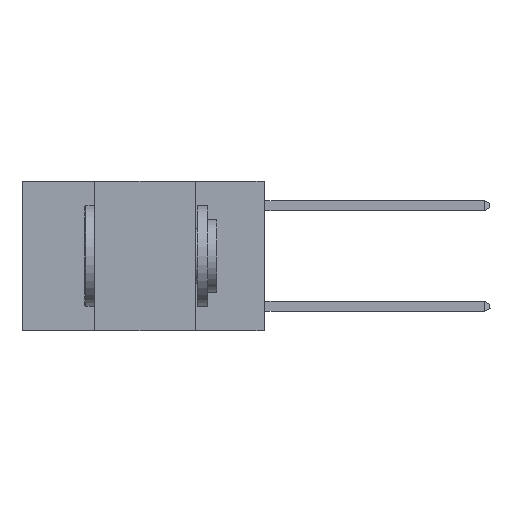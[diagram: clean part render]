
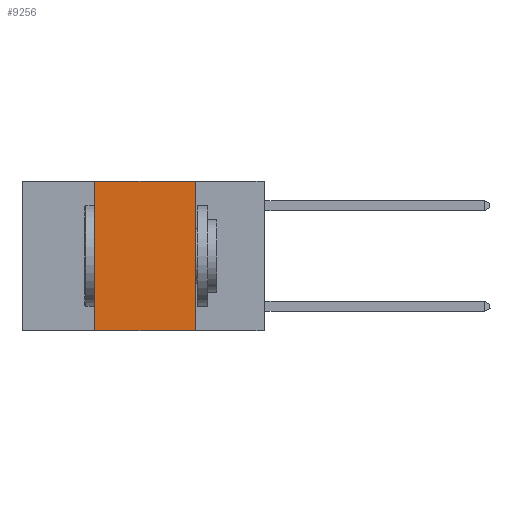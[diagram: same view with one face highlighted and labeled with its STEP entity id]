
A CAD part, left-side view. The second image highlights one B-rep face of the part: STEP entity #9256.
In plain terms, the highlighted planar face has unit normal (-1, 0, 0).
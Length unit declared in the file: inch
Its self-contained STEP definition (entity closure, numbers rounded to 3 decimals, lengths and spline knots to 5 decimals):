
#425 = DIRECTION ( 'NONE',  ( 0., 0., -1. ) ) ;
#560 = ORIENTED_EDGE ( 'NONE', *, *, #11329, .F. ) ;
#968 = LINE ( 'NONE', #1799, #9159 ) ;
#971 = EDGE_LOOP ( 'NONE', ( #6572, #3228, #560, #2430 ) ) ;
#1184 = VECTOR ( 'NONE', #5803, 39.37008 ) ;
#1391 = PLANE ( 'NONE',  #8589 ) ;
#1799 = CARTESIAN_POINT ( 'NONE',  ( 0., 0.17, 0. ) ) ;
#2159 = VERTEX_POINT ( 'NONE', #10380 ) ;
#2430 = ORIENTED_EDGE ( 'NONE', *, *, #5690, .T. ) ;
#2796 = CARTESIAN_POINT ( 'NONE',  ( 0., 0.42, 0. ) ) ;
#2836 = CARTESIAN_POINT ( 'NONE',  ( 0., 0.6, -0.37 ) ) ;
#3189 = DIRECTION ( 'NONE',  ( 1., 0., 0. ) ) ;
#3228 = ORIENTED_EDGE ( 'NONE', *, *, #9841, .F. ) ;
#3827 = VERTEX_POINT ( 'NONE', #9479 ) ;
#4126 = VERTEX_POINT ( 'NONE', #5396 ) ;
#4400 = LINE ( 'NONE', #2836, #1184 ) ;
#4656 = VECTOR ( 'NONE', #9113, 39.37008 ) ;
#5396 = CARTESIAN_POINT ( 'NONE',  ( 0., 0.42, 0. ) ) ;
#5402 = DIRECTION ( 'NONE',  ( 0., 0., -1. ) ) ;
#5498 = CARTESIAN_POINT ( 'NONE',  ( 0., 0.17, 0. ) ) ;
#5690 = EDGE_CURVE ( 'NONE', #2159, #3827, #4400, .T. ) ;
#5803 = DIRECTION ( 'NONE',  ( 0., -1., 0. ) ) ;
#6572 = ORIENTED_EDGE ( 'NONE', *, *, #9918, .F. ) ;
#7385 = LINE ( 'NONE', #2796, #4656 ) ;
#8440 = FACE_OUTER_BOUND ( 'NONE', #971, .T. ) ;
#8589 = AXIS2_PLACEMENT_3D ( 'NONE', #11192, #3189, #425 ) ;
#9113 = DIRECTION ( 'NONE',  ( 0., 0., 1. ) ) ;
#9159 = VECTOR ( 'NONE', #5402, 39.37008 ) ;
#9256 = ADVANCED_FACE ( 'NONE', ( #8440 ), #1391, .F. ) ;
#9479 = CARTESIAN_POINT ( 'NONE',  ( 0., 0.17, -0.37 ) ) ;
#9643 = DIRECTION ( 'NONE',  ( 0., -1., 0. ) ) ;
#9841 = EDGE_CURVE ( 'NONE', #4126, #10275, #10470, .T. ) ;
#9918 = EDGE_CURVE ( 'NONE', #10275, #3827, #968, .T. ) ;
#10275 = VERTEX_POINT ( 'NONE', #5498 ) ;
#10380 = CARTESIAN_POINT ( 'NONE',  ( 0., 0.42, -0.37 ) ) ;
#10470 = LINE ( 'NONE', #11518, #10833 ) ;
#10833 = VECTOR ( 'NONE', #9643, 39.37008 ) ;
#11192 = CARTESIAN_POINT ( 'NONE',  ( 0., 0.6, 0. ) ) ;
#11329 = EDGE_CURVE ( 'NONE', #2159, #4126, #7385, .T. ) ;
#11518 = CARTESIAN_POINT ( 'NONE',  ( 0., 0.6, 0. ) ) ;
